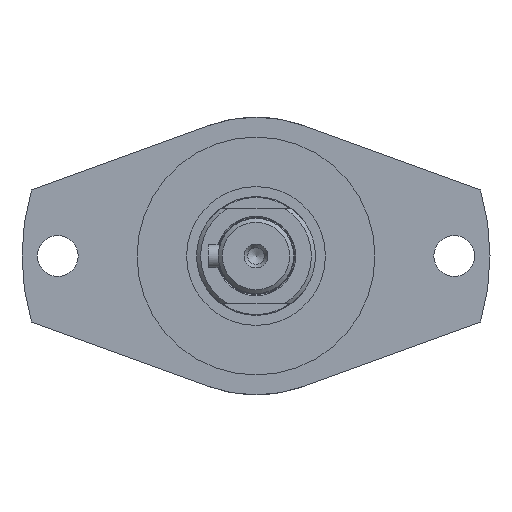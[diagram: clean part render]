
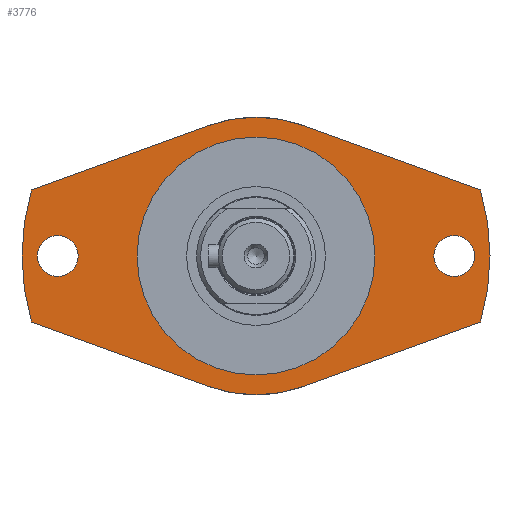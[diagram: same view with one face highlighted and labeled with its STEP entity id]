
A CAD part, left-side view. The second image highlights one B-rep face of the part: STEP entity #3776.
In plain terms, the highlighted planar face has unit normal (-1, 0, 0).
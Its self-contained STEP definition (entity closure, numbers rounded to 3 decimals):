
#330=FACE_BOUND('',#732,.T.);
#331=FACE_BOUND('',#733,.T.);
#332=FACE_BOUND('',#734,.T.);
#368=PLANE('',#4066);
#517=FACE_OUTER_BOUND('',#731,.T.);
#731=EDGE_LOOP('',(#2811,#2812,#2813,#2814,#2815,#2816,#2817,#2818));
#732=EDGE_LOOP('',(#2819));
#733=EDGE_LOOP('',(#2820));
#734=EDGE_LOOP('',(#2821,#2822));
#969=CIRCLE('',#4056,59.);
#970=CIRCLE('',#4058,30.);
#971=CIRCLE('',#4059,30.);
#975=CIRCLE('',#4065,59.);
#976=CIRCLE('',#4067,35.);
#977=CIRCLE('',#4068,35.);
#978=CIRCLE('',#4069,5.15);
#979=CIRCLE('',#4070,5.15);
#1140=LINE('',#5707,#1443);
#1141=LINE('',#5710,#1444);
#1142=LINE('',#5712,#1445);
#1143=LINE('',#5715,#1446);
#1443=VECTOR('',#4595,10.);
#1444=VECTOR('',#4598,10.);
#1445=VECTOR('',#4599,10.);
#1446=VECTOR('',#4602,10.);
#1775=VERTEX_POINT('',#5680);
#1776=VERTEX_POINT('',#5682);
#1777=VERTEX_POINT('',#5686);
#1778=VERTEX_POINT('',#5687);
#1781=VERTEX_POINT('',#5697);
#1784=VERTEX_POINT('',#5702);
#1785=VERTEX_POINT('',#5706);
#1786=VERTEX_POINT('',#5708);
#1787=VERTEX_POINT('',#5711);
#1788=VERTEX_POINT('',#5713);
#1789=VERTEX_POINT('',#5716);
#1790=VERTEX_POINT('',#5718);
#2168=EDGE_CURVE('',#1775,#1776,#969,.T.);
#2170=EDGE_CURVE('',#1777,#1778,#970,.T.);
#2171=EDGE_CURVE('',#1778,#1777,#971,.T.);
#2178=EDGE_CURVE('',#1784,#1781,#975,.T.);
#2179=EDGE_CURVE('',#1775,#1785,#1140,.T.);
#2180=EDGE_CURVE('',#1785,#1786,#976,.T.);
#2181=EDGE_CURVE('',#1786,#1781,#1141,.T.);
#2182=EDGE_CURVE('',#1784,#1787,#1142,.T.);
#2183=EDGE_CURVE('',#1787,#1788,#977,.T.);
#2184=EDGE_CURVE('',#1788,#1776,#1143,.T.);
#2185=EDGE_CURVE('',#1789,#1789,#978,.T.);
#2186=EDGE_CURVE('',#1790,#1790,#979,.T.);
#2811=ORIENTED_EDGE('',*,*,#2179,.T.);
#2812=ORIENTED_EDGE('',*,*,#2180,.T.);
#2813=ORIENTED_EDGE('',*,*,#2181,.T.);
#2814=ORIENTED_EDGE('',*,*,#2178,.F.);
#2815=ORIENTED_EDGE('',*,*,#2182,.T.);
#2816=ORIENTED_EDGE('',*,*,#2183,.T.);
#2817=ORIENTED_EDGE('',*,*,#2184,.T.);
#2818=ORIENTED_EDGE('',*,*,#2168,.F.);
#2819=ORIENTED_EDGE('',*,*,#2185,.T.);
#2820=ORIENTED_EDGE('',*,*,#2186,.T.);
#2821=ORIENTED_EDGE('',*,*,#2170,.T.);
#2822=ORIENTED_EDGE('',*,*,#2171,.T.);
#3776=ADVANCED_FACE('',(#517,#330,#331,#332),#368,.T.);
#4056=AXIS2_PLACEMENT_3D('',#5683,#4569,#4570);
#4058=AXIS2_PLACEMENT_3D('',#5688,#4574,#4575);
#4059=AXIS2_PLACEMENT_3D('',#5689,#4576,#4577);
#4065=AXIS2_PLACEMENT_3D('',#5704,#4591,#4592);
#4066=AXIS2_PLACEMENT_3D('',#5705,#4593,#4594);
#4067=AXIS2_PLACEMENT_3D('',#5709,#4596,#4597);
#4068=AXIS2_PLACEMENT_3D('',#5714,#4600,#4601);
#4069=AXIS2_PLACEMENT_3D('',#5717,#4603,#4604);
#4070=AXIS2_PLACEMENT_3D('',#5719,#4605,#4606);
#4569=DIRECTION('center_axis',(1.,0.,0.));
#4570=DIRECTION('ref_axis',(0.,-1.,0.));
#4574=DIRECTION('center_axis',(1.,0.,0.));
#4575=DIRECTION('ref_axis',(0.,-1.,0.));
#4576=DIRECTION('center_axis',(1.,0.,0.));
#4577=DIRECTION('ref_axis',(0.,-1.,0.));
#4591=DIRECTION('center_axis',(1.,0.,0.));
#4592=DIRECTION('ref_axis',(0.,-1.,0.));
#4593=DIRECTION('center_axis',(-1.,0.,0.));
#4594=DIRECTION('ref_axis',(0.,0.,-1.));
#4595=DIRECTION('',(0.,0.94,0.342));
#4596=DIRECTION('center_axis',(-1.,0.,0.));
#4597=DIRECTION('ref_axis',(0.,0.342,-0.94));
#4598=DIRECTION('',(0.,0.94,-0.342));
#4599=DIRECTION('',(0.,-0.94,-0.342));
#4600=DIRECTION('center_axis',(-1.,0.,0.));
#4601=DIRECTION('ref_axis',(0.,-0.342,0.94));
#4602=DIRECTION('',(0.,-0.94,0.342));
#4603=DIRECTION('center_axis',(1.,0.,0.));
#4604=DIRECTION('ref_axis',(0.,0.,
1.));
#4605=DIRECTION('center_axis',(1.,0.,0.));
#4606=DIRECTION('ref_axis',(0.,0.,
1.));
#5680=CARTESIAN_POINT('',(-165.5,-56.604,16.644));
#5682=CARTESIAN_POINT('',(-165.5,-56.604,-16.644));
#5683=CARTESIAN_POINT('Origin',(-165.5,0.,0.));
#5686=CARTESIAN_POINT('',(-165.5,-30.,0.));
#5687=CARTESIAN_POINT('',(-165.5,30.,0.));
#5688=CARTESIAN_POINT('Origin',(-165.5,0.,0.));
#5689=CARTESIAN_POINT('Origin',(-165.5,0.,0.));
#5697=CARTESIAN_POINT('',(-165.5,56.604,16.644));
#5702=CARTESIAN_POINT('',(-165.5,56.604,-16.644));
#5704=CARTESIAN_POINT('Origin',(-165.5,0.,0.));
#5705=CARTESIAN_POINT('Origin',(-165.5,-44.5,0.));
#5706=CARTESIAN_POINT('',(-165.5,-11.971,32.889));
#5707=CARTESIAN_POINT('',(-165.5,-76.799,9.294));
#5708=CARTESIAN_POINT('',(-165.5,11.971,32.889));
#5709=CARTESIAN_POINT('Origin',(-165.5,0.,0.));
#5710=CARTESIAN_POINT('',(-165.5,-7.677,40.04));
#5711=CARTESIAN_POINT('',(-165.5,11.971,-32.889));
#5712=CARTESIAN_POINT('',(-165.5,37.505,-23.596));
#5713=CARTESIAN_POINT('',(-165.5,-11.971,-32.889));
#5714=CARTESIAN_POINT('Origin',(-165.5,0.,0.));
#5715=CARTESIAN_POINT('',(-165.5,-31.618,-25.738));
#5716=CARTESIAN_POINT('',(-165.5,50.,-5.15));
#5717=CARTESIAN_POINT('Origin',(-165.5,50.,0.));
#5718=CARTESIAN_POINT('',(-165.5,-50.,-5.15));
#5719=CARTESIAN_POINT('Origin',(-165.5,-50.,0.));
